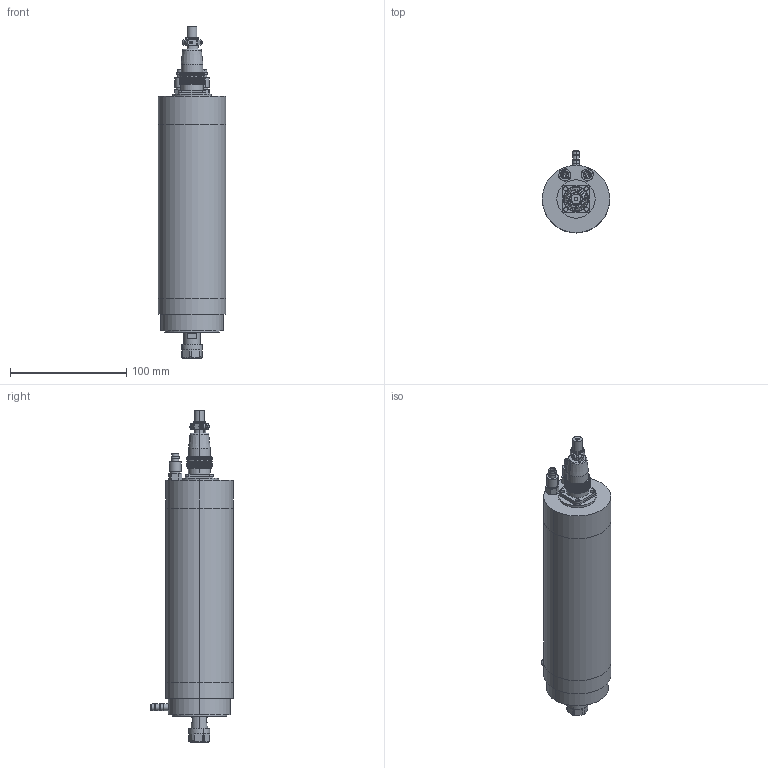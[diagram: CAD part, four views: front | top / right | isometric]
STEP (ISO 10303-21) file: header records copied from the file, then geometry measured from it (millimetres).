
FILE_DESCRIPTION (( 'STEP AP214' ), '1' );
FILE_NAME ('GDK58-24Z-0.8.STEP', '2024-07-27T00:43:47', ( '00' ), ( '' ), 'SwSTEP 2.0', 'SolidWorks 2018', '' );
FILE_SCHEMA (( 'AUTOMOTIVE_DESIGN' ));
Length unit declared in the file: millimetre
Products named in the file (14): GDR58-24Z-0.4粣創釱; GDR58-24Z-0.4前轴承座+6; GDR58-24Z-0.4堤盄釱; H17-4脣釱; H17-4瑤脣; 阨郲30.5-(M8); ER11蹟簽_1; GDK58-24Z-0.8; GDR58-24Z-0.4儂褲; GDR58-24Z-0.4粣芛; GDR58-24Z-0.4前螺母; D6-M6ァ郲; ER11粟俶芠標_1; H17-4脣芛
Assembly tree (14 placements, depth 3):
  GDK58-24Z-0.8
    GDR58-24Z-0.4儂褲
    GDR58-24Z-0.4堤盄釱
    GDR58-24Z-0.4前轴承座+6
    GDR58-24Z-0.4粣創釱
    GDR58-24Z-0.4前螺母
    GDR58-24Z-0.4粣芛
    ER11粟俶芠標_1
    ER11蹟簽_1
    阨郲30.5-(M8)  x2
    H17-4瑤脣
      H17-4脣釱
      H17-4脣芛
    D6-M6ァ郲
Bounding box: 58 x 70.75 x 286.2 mm (x, y, z)
Volume: 512308.7 mm3; surface area: 84692.3 mm2
Topology: 15 solids, 15 shells, 1105 faces, 2923 edges, 1891 vertices
Faces by surface type: cylinder 516, plane 477, cone 68, torus 19, bspline 13, sphere 12
Entity records: 38941 total; most frequent: CARTESIAN_POINT 9544, ORIENTED_EDGE 5654, DIRECTION 5538, EDGE_CURVE 2827, AXIS2_PLACEMENT_3D 2195, VERTEX_POINT 1851, EDGE_LOOP 1190, LINE 1148
